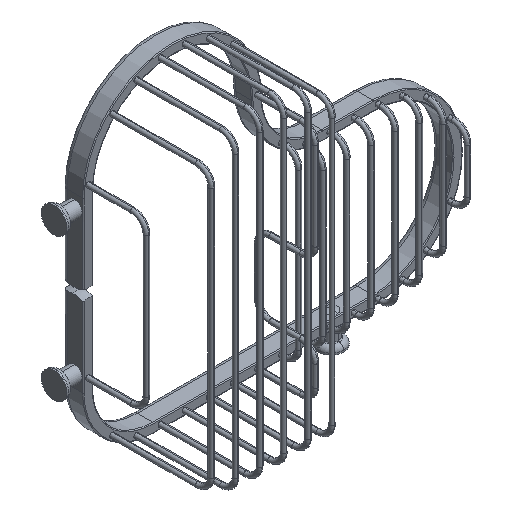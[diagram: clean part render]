
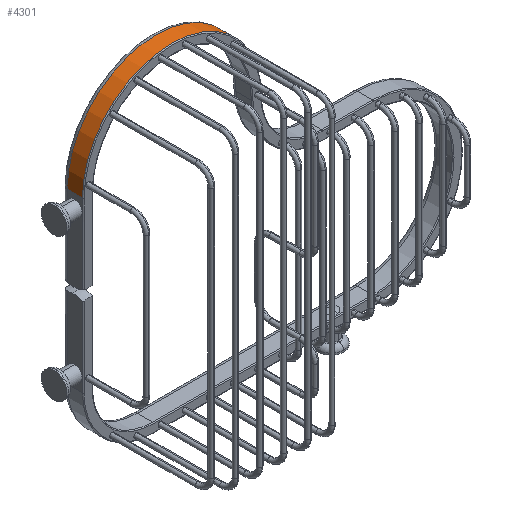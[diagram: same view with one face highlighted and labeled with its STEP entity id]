
A CAD part, isometric view. The second image highlights one B-rep face of the part: STEP entity #4301.
In plain terms, the highlighted cylindrical face has radius 55.499 mm (diameter 110.998 mm), a partial arc.
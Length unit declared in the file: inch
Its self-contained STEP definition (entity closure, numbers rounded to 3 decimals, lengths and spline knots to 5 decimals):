
#855=DIRECTION('',(0.,-1.,0.));
#856=VECTOR('',#855,0.374);
#857=CARTESIAN_POINT('',(-0.276,0.394,1.476));
#858=LINE('',#857,#856);
#864=CARTESIAN_POINT('',(-2.461,0.02,1.476));
#865=DIRECTION('',(0.,-1.,0.));
#866=DIRECTION('',(1.,0.,0.));
#867=AXIS2_PLACEMENT_3D('',#864,#865,#866);
#869=DIRECTION('',(0.,-1.,0.));
#870=VECTOR('',#869,0.374);
#871=CARTESIAN_POINT('',(-4.646,0.394,1.476));
#872=LINE('',#871,#870);
#873=CARTESIAN_POINT('',(-2.461,0.394,1.476));
#874=DIRECTION('',(0.,1.,0.));
#875=DIRECTION('',(-1.,0.,0.));
#876=AXIS2_PLACEMENT_3D('',#873,#874,#875);
#2822=CARTESIAN_POINT('',(-4.646,0.394,1.476));
#2824=VERTEX_POINT('',#2822);
#2826=CARTESIAN_POINT('',(-0.276,0.394,1.476));
#2828=VERTEX_POINT('',#2826);
#2903=CARTESIAN_POINT('',(-0.276,0.02,1.476));
#2904=VERTEX_POINT('',#2903);
#2907=CARTESIAN_POINT('',(-4.646,0.02,1.476));
#2908=VERTEX_POINT('',#2907);
#4288=CARTESIAN_POINT('',(-2.461,-1.,1.476));
#4289=DIRECTION('',(0.,1.,0.));
#4290=DIRECTION('',(1.,0.,0.));
#4291=AXIS2_PLACEMENT_3D('',#4288,#4289,#4290);
#4292=CYLINDRICAL_SURFACE('',#4291,2.185);
#4293=ORIENTED_EDGE('',*,*,#3781,.T.);
#4295=ORIENTED_EDGE('',*,*,#4294,.F.);
#4297=ORIENTED_EDGE('',*,*,#4296,.T.);
#4298=ORIENTED_EDGE('',*,*,#4281,.T.);
#4299=EDGE_LOOP('',(#4293,#4295,#4297,#4298));
#4300=FACE_OUTER_BOUND('',#4299,.F.);
#4301=ADVANCED_FACE('',(#4300),#4292,.T.);
#868=CIRCLE('',#867,2.185);
#877=CIRCLE('',#876,2.185);
#3781=EDGE_CURVE('',#2904,#2908,#868,.T.);
#4281=EDGE_CURVE('',#2828,#2904,#858,.T.);
#4294=EDGE_CURVE('',#2824,#2908,#872,.T.);
#4296=EDGE_CURVE('',#2824,#2828,#877,.T.);
